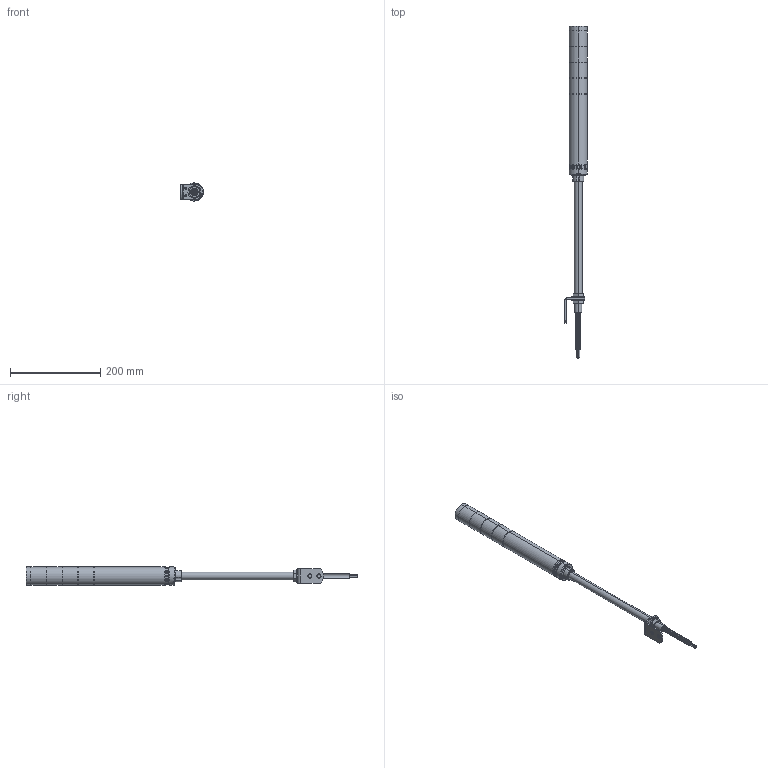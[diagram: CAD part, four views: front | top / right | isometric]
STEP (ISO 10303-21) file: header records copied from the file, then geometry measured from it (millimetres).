
FILE_DESCRIPTION (( 'STEP AP214' ), '1' );
FILE_NAME ('LCE-4M2FB-RYGB.step', '2016-10-25T14:43:44', ( '' ), ( '' ), 'SwSTEP 2.0', 'SolidWorks 2016', '' );
FILE_SCHEMA (( 'AUTOMOTIVE_DESIGN' ));
Length unit declared in the file: millimetre
Products named in the file (1): LCE-4M2FB-RYGB
Bounding box: 50 x 736 x 40 mm (x, y, z)
Volume: 476468.9 mm3; surface area: 150622.9 mm2
Topology: 40 solids, 40 shells, 405 faces, 930 edges, 605 vertices
Faces by surface type: plane 255, cylinder 130, cone 8, torus 6, bspline 6
Entity records: 12237 total; most frequent: CARTESIAN_POINT 2167, DIRECTION 2048, ORIENTED_EDGE 1848, EDGE_CURVE 924, AXIS2_PLACEMENT_3D 748, VERTEX_POINT 605, VECTOR 552, LINE 552
